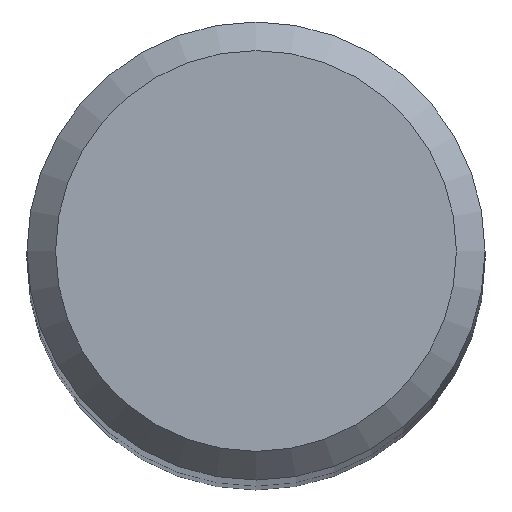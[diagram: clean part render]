
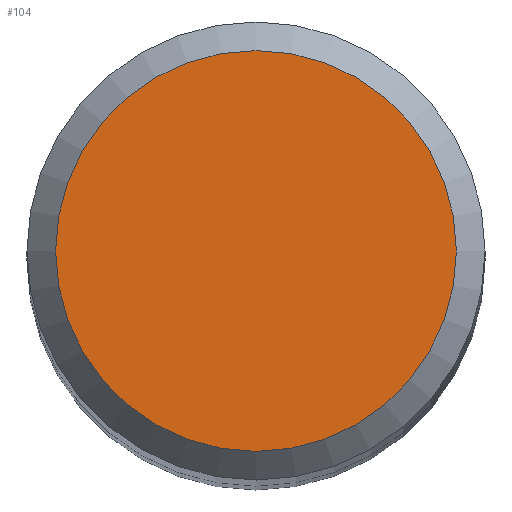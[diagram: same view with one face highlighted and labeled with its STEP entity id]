
A CAD part, top view. The second image highlights one B-rep face of the part: STEP entity #104.
In plain terms, the highlighted planar face has unit normal (0, 0, 1).
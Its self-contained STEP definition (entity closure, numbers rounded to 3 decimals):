
#7 = DIRECTION ( 'NONE',  ( 0., 1., 0. ) ) ;
#16 = ORIENTED_EDGE ( 'NONE', *, *, #69, .F. ) ;
#26 = AXIS2_PLACEMENT_3D ( 'NONE', #32, #92, #7 ) ;
#32 = CARTESIAN_POINT ( 'NONE',  ( 0., 0., 100. ) ) ;
#39 = CARTESIAN_POINT ( 'NONE',  ( 0., 3.5, 100. ) ) ;
#56 = VERTEX_POINT ( 'NONE', #39 ) ;
#69 = EDGE_CURVE ( 'NONE', #56, #56, #202, .T. ) ;
#75 = EDGE_LOOP ( 'NONE', ( #16 ) ) ;
#92 = DIRECTION ( 'NONE',  ( 0., 0., -1. ) ) ;
#104 = ADVANCED_FACE ( 'NONE', ( #170 ), #142, .F. ) ;
#142 = PLANE ( 'NONE',  #187 ) ;
#152 = DIRECTION ( 'NONE',  ( 0., 0., -1. ) ) ;
#156 = DIRECTION ( 'NONE',  ( 0., 1., 0. ) ) ;
#170 = FACE_OUTER_BOUND ( 'NONE', #75, .T. ) ;
#187 = AXIS2_PLACEMENT_3D ( 'NONE', #189, #152, #156 ) ;
#189 = CARTESIAN_POINT ( 'NONE',  ( 0., 0., 100. ) ) ;
#202 = CIRCLE ( 'NONE', #26, 3.5 ) ;
